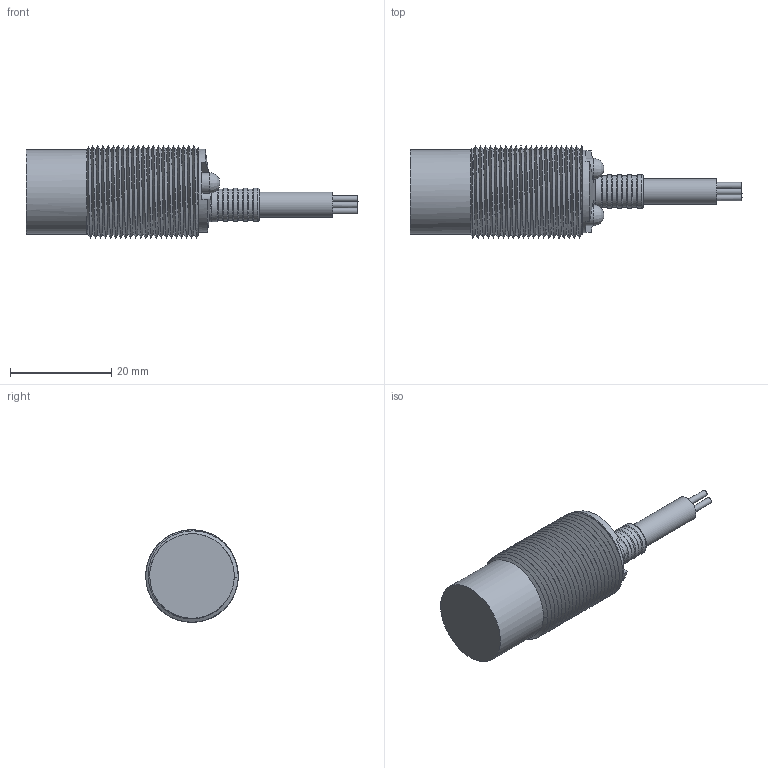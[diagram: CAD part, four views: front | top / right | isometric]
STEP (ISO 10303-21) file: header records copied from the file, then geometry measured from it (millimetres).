
FILE_DESCRIPTION( ('This file contains a STEP AP42 implementation' ,'as created by ZW3D STEP Interface translator.') ,'2;1' );
FILE_NAME( 'FCS2-1808X-X4SX.stp' ,'20 6 6. 75623', (''), ('ZWCAD Software Co.'), 'Version 1.0', 'ZW3D to STEP translator', '' );
FILE_SCHEMA(('AUTOMOTIVE_DESIGN'));
Length unit declared in the file: millimetre
Products named in the file (2): 0; FCS2-1808X-X4SX
Bounding box: 65.61 x 18.26 x 18.26 mm (x, y, z)
Volume: 8926.6 mm3; surface area: 4122.1 mm2
Topology: 1 solids, 3 shells, 79 faces, 187 edges, 118 vertices
Faces by surface type: bspline 79
Entity records: 4768 total; most frequent: CARTESIAN_POINT 3622, ORIENTED_EDGE 372, EDGE_CURVE 187, VERTEX_POINT 118, EDGE_LOOP 85, B_SPLINE_CURVE_WITH_KNOTS 82, FACE_OUTER_BOUND 79, ADVANCED_FACE 79
